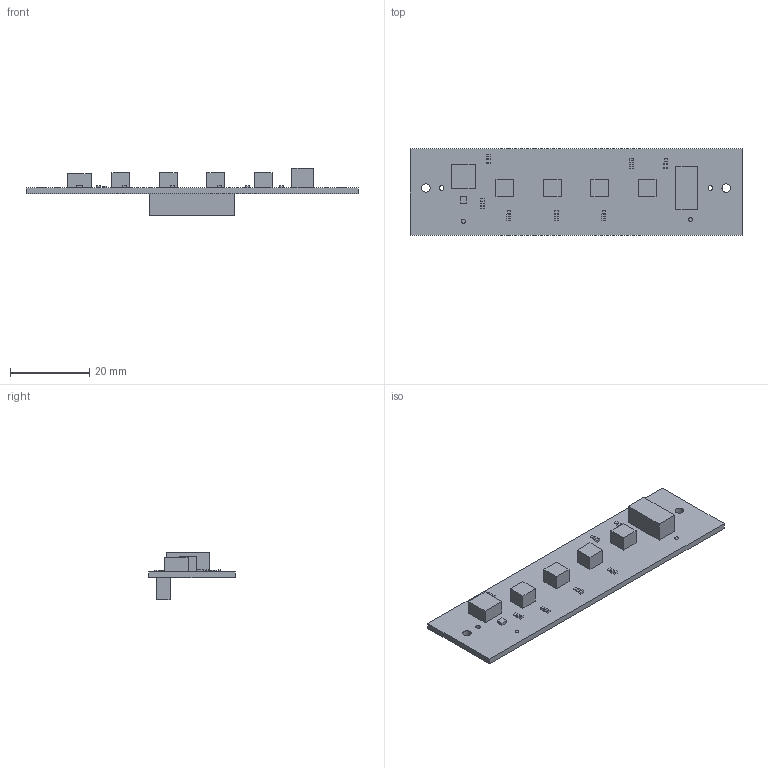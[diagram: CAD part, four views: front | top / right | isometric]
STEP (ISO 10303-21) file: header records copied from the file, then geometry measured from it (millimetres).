
FILE_DESCRIPTION(('Open CASCADE Model'),'2;1');
FILE_NAME('Open CASCADE Shape Model','2016-07-21T20:11:05',('Author'),( 'Open CASCADE'),'Open CASCADE STEP processor 6.8','Open CASCADE 6.8' ,'Unknown');
FILE_SCHEMA(('AUTOMOTIVE_DESIGN { 1 0 10303 214 1 1 1 1 }'));
Length unit declared in the file: millimetre
Products named in the file (55): PCB; Board; TP17; 926372832; Cylinder; TP16; TP15; 926372576; TP14; SW1; 759644728; Extruded; S5; 759644592; S4; 759645000; S3; S2; S1; R9; 759644048; R7; R6; R5; R4; R3; R2; R1; J2; 759645136; D7; 759644320; D6; D5; 759644456; D4; D3; D2; D1; C6 ...
Assembly tree (77 placements, depth 4):
  PCB
    Board
    TP17
      926372832
        Cylinder
    TP16
      926372832
        Cylinder
    TP15
      926372576
        Cylinder
    TP14
      926372576
        Cylinder
    SW1
      759644728
        Extruded
    S5
      759644592
        Extruded
    S4
      759645000
        Extruded
    S3
      759645000
        Extruded
    S2
      759645000
        Extruded
    S1
      759645000
        Extruded
    R9
      759644048
        Extruded
    R7
      759644048
        Extruded
    R6
      759644048
        Extruded
    R5
      759644048
        Extruded
    R4
      759644048
        Extruded
    R3
      759644048
        Extruded
    R2
      759644048
        Extruded
    R1
      759644048
        Extruded
    J2
      759645136
        Extruded
    D7
Bounding box: 84 x 22 x 12.09 mm (x, y, z)
Volume: 3899.4 mm3; surface area: 5405.2 mm2
Topology: 34 solids, 34 shells, 199 faces, 393 edges, 262 vertices
Faces by surface type: plane 188, cylinder 11
Full cylindrical faces by diameter (mm): 1 x4, 1.07 x3, 1.2 x2, 2.15 x2
Entity records: 4869 total; most frequent: CARTESIAN_POINT 760, DIRECTION 705, LINE 365, VECTOR 365, ORIENTED_EDGE 270, PCURVE 270, DEFINITIONAL_REPRESENTATION 270, AXIS2_PLACEMENT_3D 163
